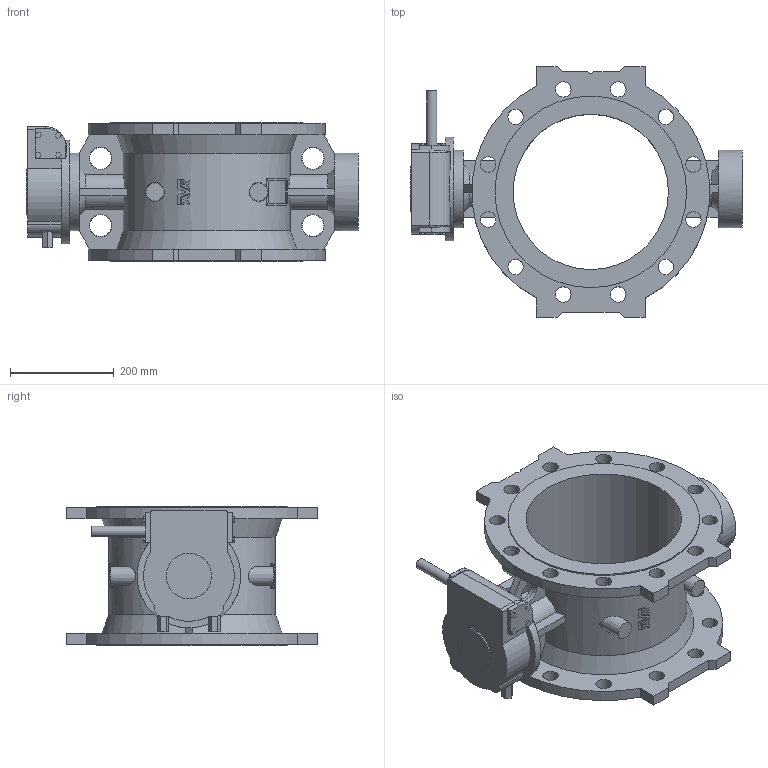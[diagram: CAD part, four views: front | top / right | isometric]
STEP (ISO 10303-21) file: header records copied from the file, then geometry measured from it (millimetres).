
FILE_DESCRIPTION (( 'STEP AP203' ), '1' );
FILE_NAME ('O_756_106_DN300_1XX_AA0_step.step', '2016-03-09T09:19:41', ( 'Windows User' ), ( 'AVK' ), 'SwSTEP 2.0', 'SolidWorks 2012', '' );
FILE_SCHEMA (( 'CONFIG_CONTROL_DESIGN' ));
Length unit declared in the file: millimetre
Products named in the file (1): O_756_106_DN300_1XX_AA0_step
Bounding box: 641 x 484 x 270 mm (x, y, z)
Volume: 12155075.4 mm3; surface area: 1221651.9 mm2
Topology: 1 solids, 1 shells, 430 faces, 1200 edges, 798 vertices
Faces by surface type: plane 250, bspline 86, cylinder 68, cone 24, torus 2
Full cylindrical faces by diameter (mm): 20 x1, 30 x24, 88 x1, 150 x2, 200 x1, 300 x1, 370 x2
Entity records: 18952 total; most frequent: CARTESIAN_POINT 8646, ORIENTED_EDGE 2292, DIRECTION 1708, EDGE_CURVE 1146, VERTEX_POINT 788, VECTOR 658, LINE 658, EDGE_LOOP 558
